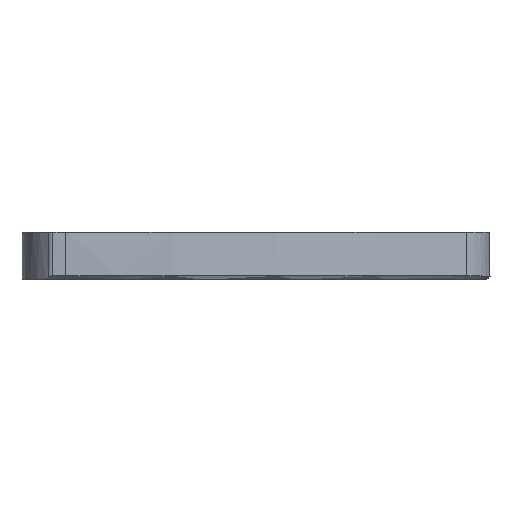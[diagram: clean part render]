
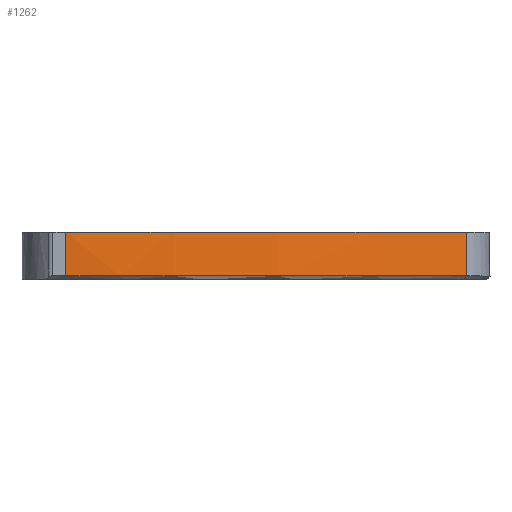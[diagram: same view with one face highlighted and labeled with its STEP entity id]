
A CAD part, left-side view. The second image highlights one B-rep face of the part: STEP entity #1262.
In plain terms, the highlighted cylindrical face has radius 82.55 mm (diameter 165.1 mm), a partial arc.
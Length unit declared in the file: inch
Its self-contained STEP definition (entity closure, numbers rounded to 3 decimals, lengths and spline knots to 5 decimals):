
#55 = ORIENTED_EDGE ( 'NONE', *, *, #2045, .T. ) ;
#123 = CARTESIAN_POINT ( 'NONE',  ( 0.05, -0.22681, -0.216 ) ) ;
#144 = CARTESIAN_POINT ( 'NONE',  ( 0.72559, -2.21048, -0.236 ) ) ;
#170 = CARTESIAN_POINT ( 'NONE',  ( 0.61985, -2.06724, -0.21596 ) ) ;
#190 = CARTESIAN_POINT ( 'NONE',  ( 3.3, -0.22681, 0. ) ) ;
#191 = ORIENTED_EDGE ( 'NONE', *, *, #2019, .F. ) ;
#193 = CARTESIAN_POINT ( 'NONE',  ( 0.12637, -0.93284, -0.21599 ) ) ;
#222 = AXIS2_PLACEMENT_3D ( 'NONE', #2153, #1308, #2176 ) ;
#270 = VERTEX_POINT ( 'NONE', #1921 ) ;
#437 = LINE ( 'NONE', #1159, #770 ) ;
#504 = CARTESIAN_POINT ( 'NONE',  ( 0.05, -0.22681, -0.216 ) ) ;
#511 = VERTEX_POINT ( 'NONE', #1471 ) ;
#517 = CARTESIAN_POINT ( 'NONE',  ( 0.06823, -0.58191, -0.216 ) ) ;
#531 = EDGE_LOOP ( 'NONE', ( #191, #1704, #55, #1106 ) ) ;
#554 = CARTESIAN_POINT ( 'NONE',  ( 0.47806, -1.84145, -0.21587 ) ) ;
#588 = VERTEX_POINT ( 'NONE', #123 ) ;
#653 = VECTOR ( 'NONE', #839, 39.37008 ) ;
#656 = CARTESIAN_POINT ( 'NONE',  ( 0.72559, -2.21048, -0.216 ) ) ;
#696 = CARTESIAN_POINT ( 'NONE',  ( 0.72559, -2.21048, -0.216 ) ) ;
#770 = VECTOR ( 'NONE', #1338, 39.37008 ) ;
#839 = DIRECTION ( 'NONE',  ( 0., 0., 1. ) ) ;
#856 = CARTESIAN_POINT ( 'NONE',  ( 0.07916, -0.67019, -0.216 ) ) ;
#866 = CARTESIAN_POINT ( 'NONE',  ( 0.19484, -1.19035, -0.21601 ) ) ;
#906 = CARTESIAN_POINT ( 'NONE',  ( 0.39404, -1.68483, -0.21585 ) ) ;
#1025 = CARTESIAN_POINT ( 'NONE',  ( 0.16968, -1.10514, -0.216 ) ) ;
#1049 = CARTESIAN_POINT ( 'NONE',  ( 0.28431, -1.44172, -0.21591 ) ) ;
#1106 = ORIENTED_EDGE ( 'NONE', *, *, #2106, .F. ) ;
#1159 = CARTESIAN_POINT ( 'NONE',  ( 0.05, -0.22681, -0.236 ) ) ;
#1257 = CARTESIAN_POINT ( 'NONE',  ( 0.25223, -1.35886, -0.21596 ) ) ;
#1262 = ADVANCED_FACE ( 'NONE', ( #1467 ), #1831, .T. ) ;
#1281 = AXIS2_PLACEMENT_3D ( 'NONE', #190, #2095, #1573 ) ;
#1308 = DIRECTION ( 'NONE',  ( 0., 0., 1. ) ) ;
#1338 = DIRECTION ( 'NONE',  ( 0., 0., 1. ) ) ;
#1467 = FACE_OUTER_BOUND ( 'NONE', #531, .T. ) ;
#1471 = CARTESIAN_POINT ( 'NONE',  ( 0.05, -0.22681, 0. ) ) ;
#1543 = B_SPLINE_CURVE_WITH_KNOTS ( 'NONE', 3,
 ( #696, #1602, #170, #2111, #554, #906, #2098, #1049, #1257, #866, #1025, #193, #1908, #856, #517, #1957, #2084, #504 ),
 .UNSPECIFIED., .F., .F.,
 ( 4, 2, 2, 2, 2, 2, 2, 2, 4 ),
 ( 0., 0.00678, 0.01356, 0.02034, 0.02712, 0.03389, 0.04067, 0.04745, 0.05423 ),
 .UNSPECIFIED. ) ;
#1573 = DIRECTION ( 'NONE',  ( 1., 0., 0. ) ) ;
#1602 = CARTESIAN_POINT ( 'NONE',  ( 0.67126, -2.13997, -0.216 ) ) ;
#1704 = ORIENTED_EDGE ( 'NONE', *, *, #1738, .F. ) ;
#1709 = LINE ( 'NONE', #144, #653 ) ;
#1738 = EDGE_CURVE ( 'NONE', #1983, #588, #1543, .T. ) ;
#1831 = CYLINDRICAL_SURFACE ( 'NONE', #222, 3.25 ) ;
#1908 = CARTESIAN_POINT ( 'NONE',  ( 0.10821, -0.8456, -0.21599 ) ) ;
#1921 = CARTESIAN_POINT ( 'NONE',  ( 0.72559, -2.21048, 0. ) ) ;
#1957 = CARTESIAN_POINT ( 'NONE',  ( 0.05364, -0.40455, -0.216 ) ) ;
#1983 = VERTEX_POINT ( 'NONE', #656 ) ;
#2019 = EDGE_CURVE ( 'NONE', #588, #511, #437, .T. ) ;
#2045 = EDGE_CURVE ( 'NONE', #1983, #270, #1709, .T. ) ;
#2084 = CARTESIAN_POINT ( 'NONE',  ( 0.05, -0.31574, -0.216 ) ) ;
#2095 = DIRECTION ( 'NONE',  ( 0., 0., 1. ) ) ;
#2098 = CARTESIAN_POINT ( 'NONE',  ( 0.35517, -1.60463, -0.21586 ) ) ;
#2106 = EDGE_CURVE ( 'NONE', #511, #270, #2281, .T. ) ;
#2111 = CARTESIAN_POINT ( 'NONE',  ( 0.52322, -1.91793, -0.2159 ) ) ;
#2153 = CARTESIAN_POINT ( 'NONE',  ( 3.3, -0.22681, -0.236 ) ) ;
#2176 = DIRECTION ( 'NONE',  ( -1., 0., 0. ) ) ;
#2281 = CIRCLE ( 'NONE', #1281, 3.25 ) ;
